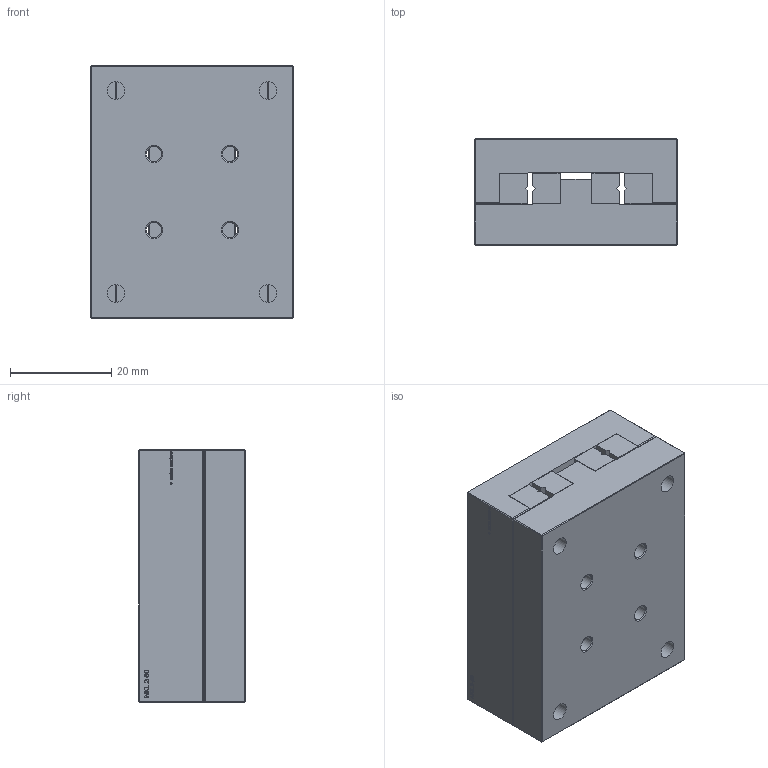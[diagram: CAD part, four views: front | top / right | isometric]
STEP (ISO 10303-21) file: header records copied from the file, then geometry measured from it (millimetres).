
FILE_DESCRIPTION(('FreeCAD Model'),'2;1');
FILE_NAME('NKL 2-50.step', '2020-04-21T18:58:45',('Author'),(''), 'Open CASCADE STEP processor 6.8','FreeCAD','Unknown');
FILE_SCHEMA(('AUTOMOTIVE_DESIGN_CC2 { 1 2 10303 214 -1 1 5 4 }'));
Length unit declared in the file: millimetre
Products named in the file (3): ASSEMBLY; UT; OT
Assembly tree (2 placements, depth 2):
  ASSEMBLY
    UT
    OT
Bounding box: 40 x 21 x 50 mm (x, y, z)
Volume: 39856 mm3; surface area: 18191.2 mm2
Topology: 6 solids, 6 shells, 722 faces, 1967 edges, 1294 vertices
Faces by surface type: extrusion 384, plane 314, cylinder 16, cone 8
Full cylindrical faces by diameter (mm): 3 x8, 3.5 x4, 4.5 x4
Entity records: 48626 total; most frequent: CARTESIAN_POINT 11721, DIRECTION 5437, VECTOR 4601, LINE 4217, ORIENTED_EDGE 3934, PCURVE 3934, DEFINITIONAL_REPRESENTATION 3934, EDGE_CURVE 1967
